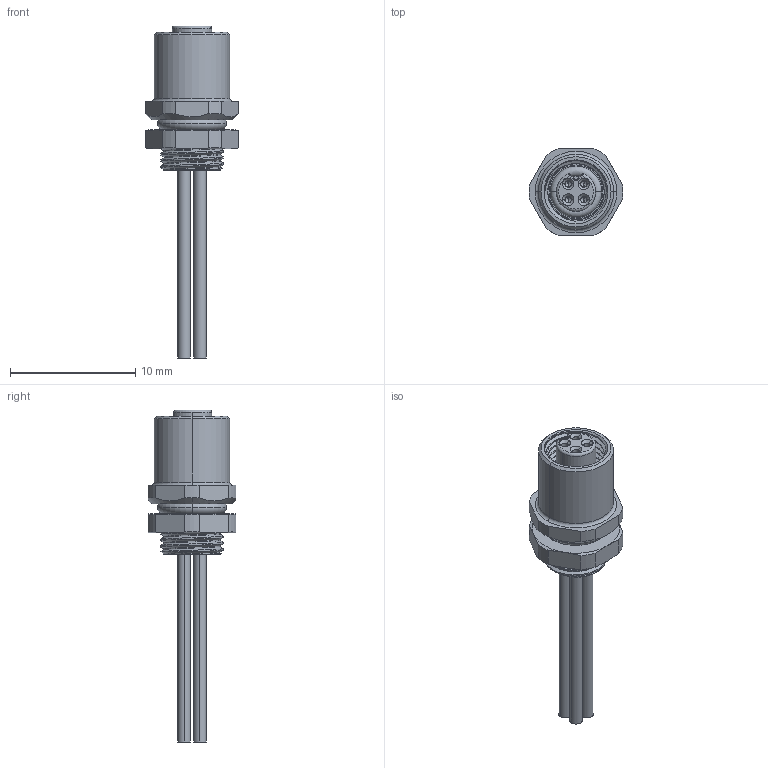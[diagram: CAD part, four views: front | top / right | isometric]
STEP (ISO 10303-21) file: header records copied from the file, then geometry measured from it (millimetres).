
FILE_DESCRIPTION((''),'2;1');
FILE_NAME('HOUSING-FEMALE-4P-000A115091','2025-08-24T',('gongcheng16'),(''),'PRO/ENGINEER BY PARAMETRIC TECHNOLOGY CORPORATION, 2010280','PRO/ENGINEER BY PARAMETRIC TECHNOLOGY CORPORATION, 2010280','');
FILE_SCHEMA(('CONFIG_CONTROL_DESIGN'));
Products named in the file (1): HOUSING-FEMALE-4P-000A115091
Bounding box: 7.5 x 7 x 26.5 mm (x, y, z)
Volume: 52.1 mm3; surface area: 7728.3 mm2
Topology: 1 solids, 134 shells, 1381 faces, 3714 edges, 2456 vertices
Faces by surface type: cylinder 599, plane 349, cone 256, torus 92, bspline 85
Entity records: 65579 total; most frequent: CARTESIAN_POINT 32977, DIRECTION 6613, ORIENTED_EDGE 6376, EDGE_CURVE 3698, AXIS2_PLACEMENT_3D 2708, VERTEX_POINT 2456, EDGE_LOOP 1468, CIRCLE 1411
